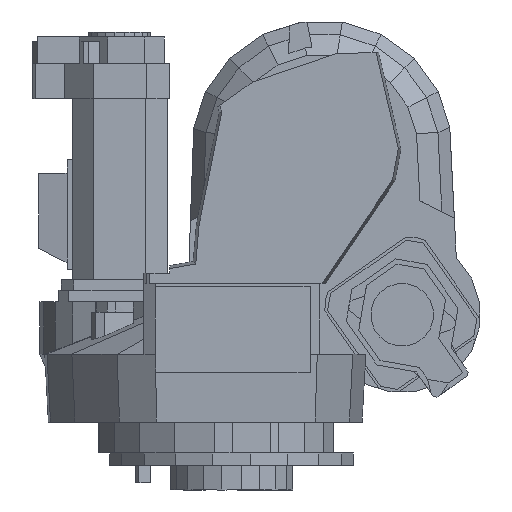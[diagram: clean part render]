
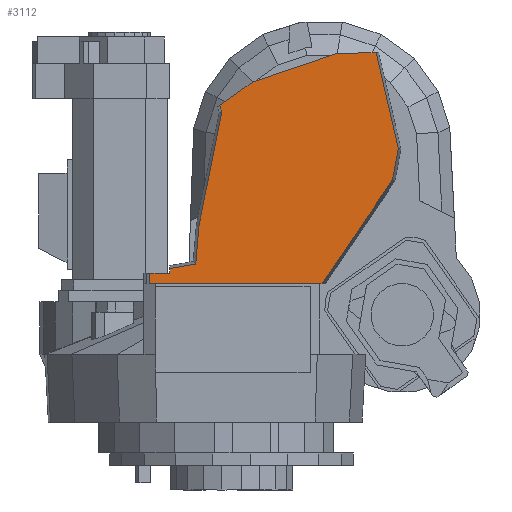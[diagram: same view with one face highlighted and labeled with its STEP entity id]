
A CAD part, front view. The second image highlights one B-rep face of the part: STEP entity #3112.
In plain terms, the highlighted planar face has unit normal (0, -1, 0).
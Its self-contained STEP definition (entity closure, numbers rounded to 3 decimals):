
#36 = ORIENTED_EDGE ( 'NONE', *, *, #2973, .T. ) ;
#37 = ORIENTED_EDGE ( 'NONE', *, *, #3090, .T. ) ;
#38 = ORIENTED_EDGE ( 'NONE', *, *, #3065, .T. ) ;
#39 = ORIENTED_EDGE ( 'NONE', *, *, #2991, .T. ) ;
#40 = ORIENTED_EDGE ( 'NONE', *, *, #3023, .T. ) ;
#41 = ORIENTED_EDGE ( 'NONE', *, *, #2907, .T. ) ;
#42 = ORIENTED_EDGE ( 'NONE', *, *, #3008, .T. ) ;
#45 = ORIENTED_EDGE ( 'NONE', *, *, #2938, .T. ) ;
#46 = ORIENTED_EDGE ( 'NONE', *, *, #3106, .T. ) ;
#47 = ORIENTED_EDGE ( 'NONE', *, *, #3116, .T. ) ;
#1872 = CARTESIAN_POINT ( 'NONE',  ( 68., -108.75, 249. ) ) ;
#2893 = VERTEX_POINT ( 'NONE', #11815 ) ;
#2907 = EDGE_CURVE ( 'NONE', #9633, #2908, #11807, .T. ) ;
#2908 = VERTEX_POINT ( 'NONE', #11800 ) ;
#2938 = EDGE_CURVE ( 'NONE', #2939, #9633, #11850, .T. ) ;
#2939 = VERTEX_POINT ( 'NONE', #11843 ) ;
#2973 = EDGE_CURVE ( 'NONE', #3003, #2974, #11883, .T. ) ;
#2974 = VERTEX_POINT ( 'NONE', #11874 ) ;
#2990 = VERTEX_POINT ( 'NONE', #11921 ) ;
#2991 = EDGE_CURVE ( 'NONE', #3019, #2893, #11920, .T. ) ;
#3003 = VERTEX_POINT ( 'NONE', #11906 ) ;
#3008 = EDGE_CURVE ( 'NONE', #2893, #3003, #11905, .T. ) ;
#3019 = VERTEX_POINT ( 'NONE', #11897 ) ;
#3023 = EDGE_CURVE ( 'NONE', #2908, #3019, #11896, .T. ) ;
#3044 = VERTEX_POINT ( 'NONE', #11935 ) ;
#3048 = EDGE_CURVE ( 'NONE', #3077, #3044, #11933, .T. ) ;
#3059 = VERTEX_POINT ( 'NONE', #11976 ) ;
#3061 = VERTEX_POINT ( 'NONE', #11974 ) ;
#3065 = EDGE_CURVE ( 'NONE', #2990, #3061, #11973, .T. ) ;
#3077 = VERTEX_POINT ( 'NONE', #11998 ) ;
#3080 = EDGE_CURVE ( 'NONE', #3061, #3077, #11996, .T. ) ;
#3090 = EDGE_CURVE ( 'NONE', #2974, #2990, #12024, .T. ) ;
#3106 = EDGE_CURVE ( 'NONE', #3156, #2939, #12017, .T. ) ;
#3112 = ADVANCED_FACE ( 'NONE', ( #12054 ), #12052, .T. ) ;
#3114 = EDGE_LOOP ( 'NONE', ( #47, #46, #45, #41, #40, #39, #42, #36, #37, #38, #9743, #9744, #9745, #9746, #9747 ) ) ;
#3116 = EDGE_CURVE ( 'NONE', #3146, #3156, #12053, .T. ) ;
#3146 = VERTEX_POINT ( 'NONE', #12098 ) ;
#3149 = EDGE_CURVE ( 'NONE', #3171, #3146, #12097, .T. ) ;
#3156 = VERTEX_POINT ( 'NONE', #12087 ) ;
#3158 = EDGE_CURVE ( 'NONE', #3044, #3059, #12086, .T. ) ;
#3171 = VERTEX_POINT ( 'NONE', #12072 ) ;
#3173 = EDGE_CURVE ( 'NONE', #3059, #3171, #12071, .T. ) ;
#9633 = VERTEX_POINT ( 'NONE', #1872 ) ;
#9743 = ORIENTED_EDGE ( 'NONE', *, *, #3080, .T. ) ;
#9744 = ORIENTED_EDGE ( 'NONE', *, *, #3048, .T. ) ;
#9745 = ORIENTED_EDGE ( 'NONE', *, *, #3158, .T. ) ;
#9746 = ORIENTED_EDGE ( 'NONE', *, *, #3173, .T. ) ;
#9747 = ORIENTED_EDGE ( 'NONE', *, *, #3149, .T. ) ;
#11800 = CARTESIAN_POINT ( 'NONE',  ( 70.256, -108.75, 249. ) ) ;
#11801 = DIRECTION ( 'NONE',  ( 1., 0., 0. ) ) ;
#11802 = VECTOR ( 'NONE', #11801, 1000. ) ;
#11803 = CARTESIAN_POINT ( 'NONE',  ( -16.411, -108.75, 249. ) ) ;
#11807 = LINE ( 'NONE', #11803, #11802 ) ;
#11815 = CARTESIAN_POINT ( 'NONE',  ( 129.314, -108.75, 353.706 ) ) ;
#11843 = CARTESIAN_POINT ( 'NONE',  ( -63.487, -108.75, 249. ) ) ;
#11844 = DIRECTION ( 'NONE',  ( 1., 0., 0. ) ) ;
#11845 = VECTOR ( 'NONE', #11844, 1000. ) ;
#11846 = CARTESIAN_POINT ( 'NONE',  ( -16.411, -108.75, 249. ) ) ;
#11850 = LINE ( 'NONE', #11846, #11845 ) ;
#11874 = CARTESIAN_POINT ( 'NONE',  ( 80.297, -108.75, 427.276 ) ) ;
#11875 = DIRECTION ( 'NONE',  ( -0.999, 0., -0.037 ) ) ;
#11876 = VECTOR ( 'NONE', #11875, 1000. ) ;
#11877 = CARTESIAN_POINT ( 'NONE',  ( 112.054, -108.75, 428.466 ) ) ;
#11883 = LINE ( 'NONE', #11877, #11876 ) ;
#11896 = LINE ( 'NONE', #11954, #11953 ) ;
#11897 = CARTESIAN_POINT ( 'NONE',  ( 124.833, -108.75, 329.637 ) ) ;
#11902 = DIRECTION ( 'NONE',  ( -0.225, 0., 0.974 ) ) ;
#11903 = VECTOR ( 'NONE', #11902, 1000. ) ;
#11904 = CARTESIAN_POINT ( 'NONE',  ( 129.314, -108.75, 353.706 ) ) ;
#11905 = LINE ( 'NONE', #11904, #11903 ) ;
#11906 = CARTESIAN_POINT ( 'NONE',  ( 112.054, -108.75, 428.466 ) ) ;
#11917 = DIRECTION ( 'NONE',  ( 0.183, 0., 0.983 ) ) ;
#11918 = VECTOR ( 'NONE', #11917, 1000. ) ;
#11919 = CARTESIAN_POINT ( 'NONE',  ( 124.833, -108.75, 329.637 ) ) ;
#11920 = LINE ( 'NONE', #11919, #11918 ) ;
#11921 = CARTESIAN_POINT ( 'NONE',  ( 16.611, -108.75, 405.613 ) ) ;
#11928 = CARTESIAN_POINT ( 'NONE',  ( -25.385, -108.75, 293.722 ) ) ;
#11929 = CARTESIAN_POINT ( 'NONE',  ( -19.397, -108.75, 323.128 ) ) ;
#11930 = CARTESIAN_POINT ( 'NONE',  ( -13.611, -108.75, 352.574 ) ) ;
#11931 = CARTESIAN_POINT ( 'NONE',  ( -7.635, -108.75, 381.982 ) ) ;
#11933 = B_SPLINE_CURVE_WITH_KNOTS ( 'NONE', 3,
 ( #11931, #11930, #11929, #11928 ),
 .UNSPECIFIED., .F., .F.,
 ( 4, 4 ),
 ( 0., 0.09 ),
 .UNSPECIFIED. ) ;
#11935 = CARTESIAN_POINT ( 'NONE',  ( -25.385, -108.75, 293.722 ) ) ;
#11952 = DIRECTION ( 'NONE',  ( 0.561, 0., 0.828 ) ) ;
#11953 = VECTOR ( 'NONE', #11952, 1000. ) ;
#11954 = CARTESIAN_POINT ( 'NONE',  ( 70.256, -108.75, 249. ) ) ;
#11971 = VECTOR ( 'NONE', #12004, 1000. ) ;
#11972 = CARTESIAN_POINT ( 'NONE',  ( 16.611, -108.75, 405.613 ) ) ;
#11973 = LINE ( 'NONE', #11972, #11971 ) ;
#11974 = CARTESIAN_POINT ( 'NONE',  ( -9.243, -108.75, 387.222 ) ) ;
#11976 = CARTESIAN_POINT ( 'NONE',  ( -27.792, -108.75, 264.263 ) ) ;
#11995 = CARTESIAN_POINT ( 'NONE',  ( -9.243, -108.75, 387.222 ) ) ;
#11996 = LINE ( 'NONE', #11995, #12028 ) ;
#11998 = CARTESIAN_POINT ( 'NONE',  ( -7.635, -108.75, 381.982 ) ) ;
#12004 = DIRECTION ( 'NONE',  ( -0.815, 0., -0.58 ) ) ;
#12017 = LINE ( 'NONE', #12057, #12056 ) ;
#12021 = DIRECTION ( 'NONE',  ( -0.947, 0., -0.322 ) ) ;
#12022 = VECTOR ( 'NONE', #12021, 1000. ) ;
#12023 = CARTESIAN_POINT ( 'NONE',  ( 80.297, -108.75, 427.276 ) ) ;
#12024 = LINE ( 'NONE', #12023, #12022 ) ;
#12027 = DIRECTION ( 'NONE',  ( 0.294, 0., -0.956 ) ) ;
#12028 = VECTOR ( 'NONE', #12027, 1000. ) ;
#12045 = DIRECTION ( 'NONE',  ( -1., 0., 0. ) ) ;
#12046 = VECTOR ( 'NONE', #12045, 1000. ) ;
#12047 = CARTESIAN_POINT ( 'NONE',  ( -16.411, -108.75, 256.984 ) ) ;
#12048 = DIRECTION ( 'NONE',  ( 0., 0., -1. ) ) ;
#12049 = DIRECTION ( 'NONE',  ( 0., -1., 0. ) ) ;
#12050 = CARTESIAN_POINT ( 'NONE',  ( -16.411, -108.75, 338.327 ) ) ;
#12051 = AXIS2_PLACEMENT_3D ( 'NONE', #12050, #12049, #12048 ) ;
#12052 = PLANE ( 'NONE',  #12051 ) ;
#12053 = LINE ( 'NONE', #12047, #12046 ) ;
#12054 = FACE_OUTER_BOUND ( 'NONE', #3114, .T. ) ;
#12055 = DIRECTION ( 'NONE',  ( 0., 0., -1. ) ) ;
#12056 = VECTOR ( 'NONE', #12055, 1000. ) ;
#12057 = CARTESIAN_POINT ( 'NONE',  ( -63.487, -108.75, 338.327 ) ) ;
#12068 = DIRECTION ( 'NONE',  ( -0.985, 0., -0.174 ) ) ;
#12069 = VECTOR ( 'NONE', #12068, 1000. ) ;
#12070 = CARTESIAN_POINT ( 'NONE',  ( -27.792, -108.75, 264.263 ) ) ;
#12071 = LINE ( 'NONE', #12070, #12069 ) ;
#12072 = CARTESIAN_POINT ( 'NONE',  ( -48., -108.75, 260.7 ) ) ;
#12083 = DIRECTION ( 'NONE',  ( -0.081, 0., -0.997 ) ) ;
#12084 = VECTOR ( 'NONE', #12083, 1000. ) ;
#12085 = CARTESIAN_POINT ( 'NONE',  ( -25.385, -108.75, 293.722 ) ) ;
#12086 = LINE ( 'NONE', #12085, #12084 ) ;
#12087 = CARTESIAN_POINT ( 'NONE',  ( -63.487, -108.75, 256.984 ) ) ;
#12094 = DIRECTION ( 'NONE',  ( 0., 0., -1. ) ) ;
#12095 = VECTOR ( 'NONE', #12094, 1000. ) ;
#12096 = CARTESIAN_POINT ( 'NONE',  ( -48., -108.75, 338.327 ) ) ;
#12097 = LINE ( 'NONE', #12096, #12095 ) ;
#12098 = CARTESIAN_POINT ( 'NONE',  ( -48., -108.75, 256.984 ) ) ;
